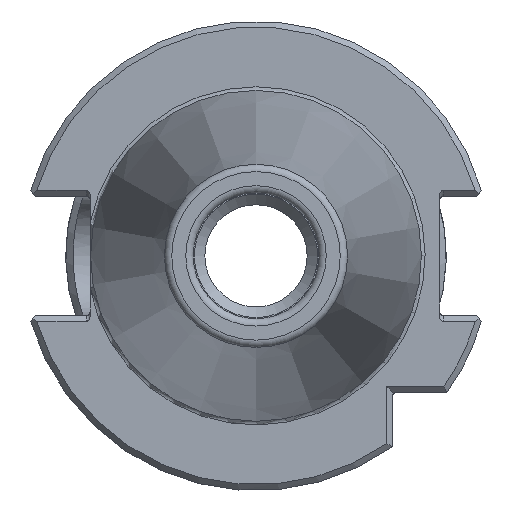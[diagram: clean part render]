
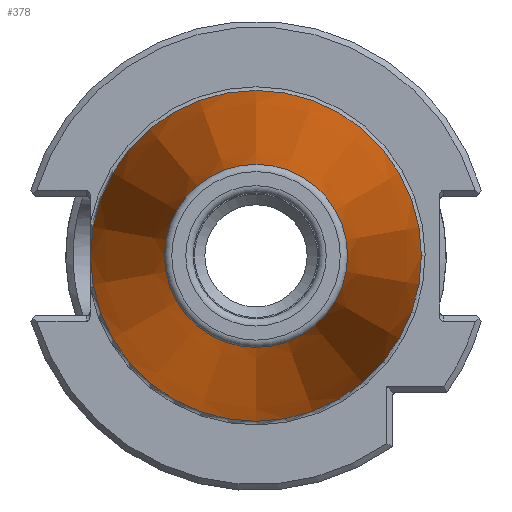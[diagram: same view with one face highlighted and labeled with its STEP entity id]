
A CAD part, left-side view. The second image highlights one B-rep face of the part: STEP entity #378.
In plain terms, the highlighted conical face has half-angle 8.297 degrees and reference radius 22.395 mm.
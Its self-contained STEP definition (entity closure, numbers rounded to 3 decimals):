
#378 = ADVANCED_FACE( '', ( #806, #807 ), #808, .T. );
#806 = FACE_BOUND( '', #1267, .T. );
#807 = FACE_OUTER_BOUND( '', #1268, .T. );
#808 = CONICAL_SURFACE( '', #1269, 22.395, 0.145 );
#1267 = EDGE_LOOP( '', ( #2286 ) );
#1268 = EDGE_LOOP( '', ( #2287 ) );
#1269 = AXIS2_PLACEMENT_3D( '', #2288, #2289, #2290 );
#2286 = ORIENTED_EDGE( '', *, *, #2733, .F. );
#2287 = ORIENTED_EDGE( '', *, *, #2920, .T. );
#2288 = CARTESIAN_POINT( '', ( 1.163, 0., 0. ) );
#2289 = DIRECTION( '', ( 1., 0., 0. ) );
#2290 = DIRECTION( '', ( 0., 0., -1. ) );
#2733 = EDGE_CURVE( '', #3307, #3307, #3308, .T. );
#2920 = EDGE_CURVE( '', #3573, #3573, #3574, .T. );
#3307 = VERTEX_POINT( '', #4225 );
#3308 = CIRCLE( '', #4226, 12.397 );
#3573 = VERTEX_POINT( '', #4810 );
#3574 = CIRCLE( '', #4811, 22.395 );
#4225 = CARTESIAN_POINT( '', ( -67.394, 0., 12.397 ) );
#4226 = AXIS2_PLACEMENT_3D( '', #5166, #5167, #5168 );
#4810 = CARTESIAN_POINT( '', ( 1.163, 0., 22.395 ) );
#4811 = AXIS2_PLACEMENT_3D( '', #5344, #5345, #5346 );
#5166 = CARTESIAN_POINT( '', ( -67.394, 0., 0. ) );
#5167 = DIRECTION( '', ( -1., 0., 0. ) );
#5168 = DIRECTION( '', ( 0., 0., 1. ) );
#5344 = CARTESIAN_POINT( '', ( 1.163, 0., 0. ) );
#5345 = DIRECTION( '', ( -1., 0., 0. ) );
#5346 = DIRECTION( '', ( 0., 0., 1. ) );
